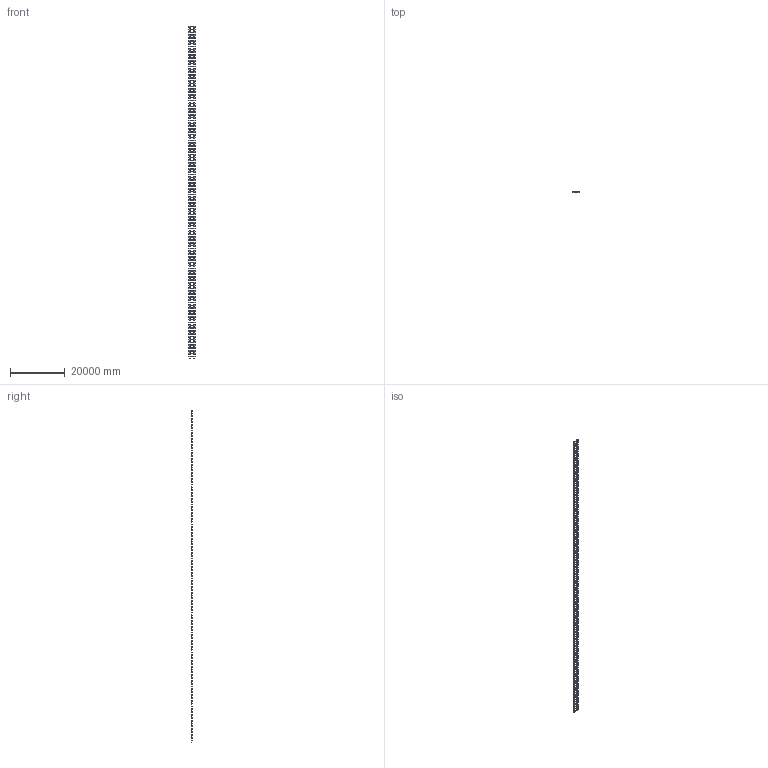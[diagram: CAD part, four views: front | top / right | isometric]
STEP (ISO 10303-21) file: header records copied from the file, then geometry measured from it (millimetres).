
FILE_DESCRIPTION (( 'STEP AP214' ), '1' );
FILE_NAME ('voie ferrée courte pour théo.STEP', '2025-12-02T15:51:30', ( '' ), ( '' ), 'SwSTEP 2.0', 'SolidWorks 2025', '' );
FILE_SCHEMA (( 'AUTOMOTIVE_DESIGN' ));
Length unit declared in the file: millimetre
Products named in the file (3): traverse 2024; rail 60m; voie ferrée courte pour théo
Assembly tree (121 placements, depth 2):
  voie ferrée courte pour théo
    rail 60m  x4
    traverse 2024  x117
Bounding box: 2500 x 362 x 121390 mm (x, y, z)
Volume: 14676906363.2 mm3; surface area: 419702715.2 mm2
Topology: 121 solids, 121 shells, 5324 faces, 14778 edges, 9696 vertices
Faces by surface type: plane 5236, cylinder 88
Entity records: 3864 total; most frequent: DIRECTION 716, CARTESIAN_POINT 624, ORIENTED_EDGE 496, AXIS2_PLACEMENT_3D 256, EDGE_CURVE 248, LINE 204, VECTOR 204, VERTEX_POINT 164
